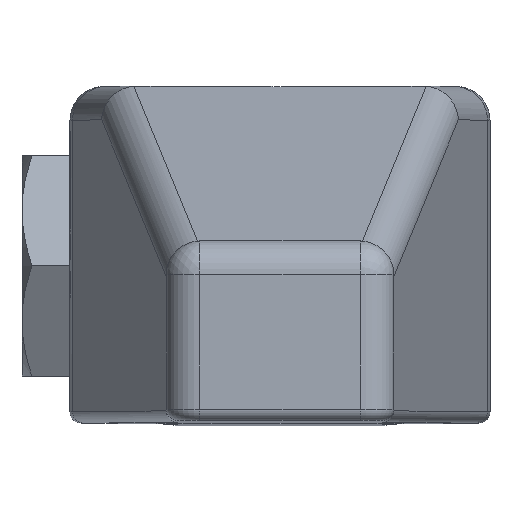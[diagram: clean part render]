
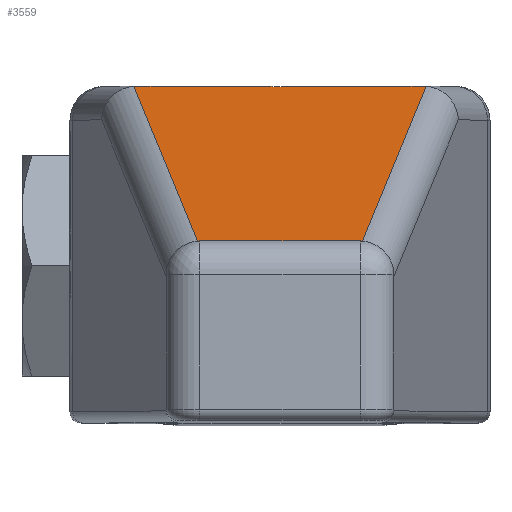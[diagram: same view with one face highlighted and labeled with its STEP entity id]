
A CAD part, top view. The second image highlights one B-rep face of the part: STEP entity #3559.
In plain terms, the highlighted planar face has unit normal (0, 0.927, 0.375).
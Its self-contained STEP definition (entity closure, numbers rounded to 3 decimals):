
#155=DIRECTION('',(-1.,0.,0.));
#156=VECTOR('',#155,6.104);
#157=CARTESIAN_POINT('',(6.525,15.24,9.575));
#158=LINE('',#157,#156);
#220=DIRECTION('',(-1.,0.,0.));
#221=VECTOR('',#220,6.104);
#222=CARTESIAN_POINT('',(-0.421,15.24,9.575));
#223=LINE('',#222,#221);
#973=CARTESIAN_POINT('',(6.618,15.237,9.582));
#974=CARTESIAN_POINT('',(6.587,15.239,9.578));
#975=CARTESIAN_POINT('',(6.556,15.24,9.575));
#976=CARTESIAN_POINT('',(6.525,15.24,9.575));
#981=CARTESIAN_POINT('',(3.705,8.126,27.182));
#982=CARTESIAN_POINT('',(3.681,8.127,27.179));
#983=CARTESIAN_POINT('',(3.656,8.128,27.178));
#984=CARTESIAN_POINT('',(3.632,8.128,27.178));
#989=DIRECTION('',(-1.,0.,0.));
#990=VECTOR('',#989,7.264);
#991=CARTESIAN_POINT('',(3.632,8.128,27.178));
#992=LINE('',#991,#990);
#996=CARTESIAN_POINT('',(-6.618,15.237,9.582));
#997=CARTESIAN_POINT('',(-6.587,15.239,9.578));
#998=CARTESIAN_POINT('',(-6.556,15.24,9.575));
#999=CARTESIAN_POINT('',(-6.525,15.24,9.575));
#1004=CARTESIAN_POINT('',(0.421,15.24,9.575));
#1005=CARTESIAN_POINT('',(0.14,15.197,9.681));
#1006=CARTESIAN_POINT('',(-0.14,15.197,
9.681));
#1007=CARTESIAN_POINT('',(-0.421,15.24,9.575));
#1560=DIRECTION('',(-0.152,0.37,-0.916));
#1561=VECTOR('',#1560,19.205);
#1562=CARTESIAN_POINT('',(-3.705,8.126,27.182));
#1563=LINE('',#1562,#1561);
#1596=CARTESIAN_POINT('',(-3.705,8.126,27.182));
#1597=CARTESIAN_POINT('',(-3.681,8.127,27.179));
#1598=CARTESIAN_POINT('',(-3.656,8.128,27.178));
#1599=CARTESIAN_POINT('',(-3.632,8.128,27.178));
#1751=DIRECTION('',(-0.152,-0.37,0.916));
#1752=VECTOR('',#1751,19.205);
#1753=CARTESIAN_POINT('',(6.618,15.237,9.582));
#1754=LINE('',#1753,#1752);
#2484=VERTEX_POINT('',#1004);
#2485=VERTEX_POINT('',#1007);
#2565=CARTESIAN_POINT('',(6.525,15.24,9.575));
#2566=VERTEX_POINT('',#2565);
#2569=VERTEX_POINT('',#973);
#2573=CARTESIAN_POINT('',(3.705,8.126,27.182));
#2574=VERTEX_POINT('',#2573);
#2577=CARTESIAN_POINT('',(3.632,8.128,27.178));
#2579=VERTEX_POINT('',#2577);
#2591=CARTESIAN_POINT('',(-3.632,8.128,27.178));
#2592=VERTEX_POINT('',#2591);
#2597=CARTESIAN_POINT('',(-3.705,8.126,27.182));
#2598=CARTESIAN_POINT('',(-6.618,15.237,9.582));
#2599=VERTEX_POINT('',#2597);
#2600=VERTEX_POINT('',#2598);
#2602=CARTESIAN_POINT('',(-6.525,15.24,9.575));
#2604=VERTEX_POINT('',#2602);
#3536=CARTESIAN_POINT('',(11.435,8.128,27.178));
#3537=DIRECTION('',(0.,-0.927,-0.375));
#3538=DIRECTION('',(0.,0.375,-0.927));
#3539=AXIS2_PLACEMENT_3D('',#3536,#3537,#3538);
#3540=PLANE('',#3539);
#3542=ORIENTED_EDGE('',*,*,#3541,.F.);
#3544=ORIENTED_EDGE('',*,*,#3543,.T.);
#3546=ORIENTED_EDGE('',*,*,#3545,.T.);
#3548=ORIENTED_EDGE('',*,*,#3547,.T.);
#3550=ORIENTED_EDGE('',*,*,#3549,.F.);
#3552=ORIENTED_EDGE('',*,*,#3551,.T.);
#3553=ORIENTED_EDGE('',*,*,#3526,.T.);
#3554=ORIENTED_EDGE('',*,*,#2875,.F.);
#3555=ORIENTED_EDGE('',*,*,#2776,.F.);
#3556=ORIENTED_EDGE('',*,*,#2843,.F.);
#3557=EDGE_LOOP('',(#3542,#3544,#3546,#3548,#3550,#3552,#3553,#3554,#3555,
#3556));
#3558=FACE_OUTER_BOUND('',#3557,.F.);
#977=B_SPLINE_CURVE_WITH_KNOTS('',3,(#973,#974,#975,#976),.UNSPECIFIED.,.F.,.F.,
(4,4),(0.,1.),.UNSPECIFIED.);
#985=B_SPLINE_CURVE_WITH_KNOTS('',3,(#981,#982,#983,#984),.UNSPECIFIED.,.F.,.F.,
(4,4),(0.,1.),.UNSPECIFIED.);
#1000=B_SPLINE_CURVE_WITH_KNOTS('',3,(#996,#997,#998,#999),.UNSPECIFIED.,.F.,
.F.,(4,4),(0.,1.),.UNSPECIFIED.);
#1008=B_SPLINE_CURVE_WITH_KNOTS('',3,(#1004,#1005,#1006,#1007),.UNSPECIFIED.,
.F.,.F.,(4,4),(0.,1.),.UNSPECIFIED.);
#1600=B_SPLINE_CURVE_WITH_KNOTS('',3,(#1596,#1597,#1598,#1599),.UNSPECIFIED.,
.F.,.F.,(4,4),(0.,1.),.UNSPECIFIED.);
#2776=EDGE_CURVE('',#2484,#2485,#1008,.T.);
#2843=EDGE_CURVE('',#2566,#2484,#158,.T.);
#2875=EDGE_CURVE('',#2485,#2604,#223,.T.);
#3526=EDGE_CURVE('',#2600,#2604,#1000,.T.);
#3541=EDGE_CURVE('',#2569,#2566,#977,.T.);
#3543=EDGE_CURVE('',#2569,#2574,#1754,.T.);
#3545=EDGE_CURVE('',#2574,#2579,#985,.T.);
#3547=EDGE_CURVE('',#2579,#2592,#992,.T.);
#3549=EDGE_CURVE('',#2599,#2592,#1600,.T.);
#3551=EDGE_CURVE('',#2599,#2600,#1563,.T.);
#3559=ADVANCED_FACE('',(#3558),#3540,.F.);
